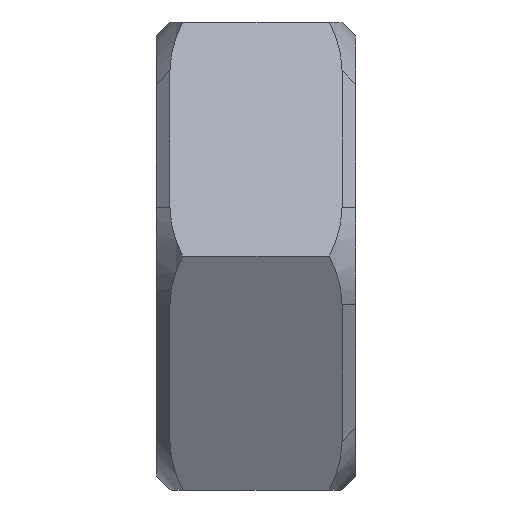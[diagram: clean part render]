
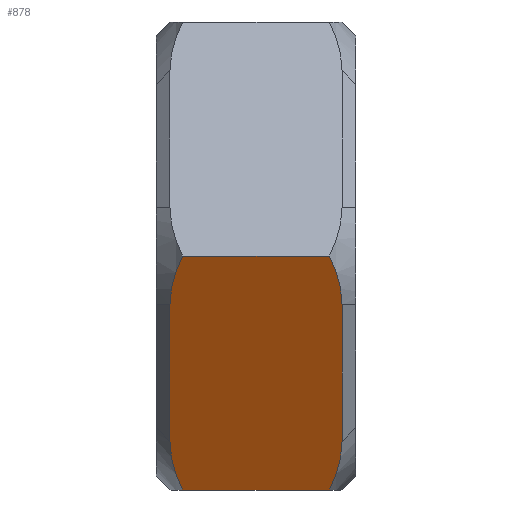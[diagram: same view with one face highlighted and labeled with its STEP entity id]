
A CAD part, left-side view. The second image highlights one B-rep face of the part: STEP entity #878.
In plain terms, the highlighted planar face has unit normal (-0.866, 0, -0.5).
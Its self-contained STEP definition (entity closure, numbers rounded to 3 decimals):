
#4 = CARTESIAN_POINT ( 'NONE',  ( -3.649, 0.2, -0.481 ) ) ;
#14 = VERTEX_POINT ( 'NONE', #844 ) ;
#32 = PLANE ( 'NONE',  #39 ) ;
#39 = AXIS2_PLACEMENT_3D ( 'NONE', #588, #581, #67 ) ;
#67 = DIRECTION ( 'NONE',  ( 0.5, 0., -0.866 ) ) ;
#140 = EDGE_CURVE ( 'NONE', #221, #504, #341, .T. ) ;
#144 = CARTESIAN_POINT ( 'NONE',  ( -1.963, 2.7, -3.4 ) ) ;
#156 = CARTESIAN_POINT ( 'NONE',  ( -2.103, 2.638, -3.158 ) ) ;
#157 =( BOUNDED_CURVE ( )  B_SPLINE_CURVE ( 3, ( #211, #4, #407, #1096 ),
 .UNSPECIFIED., .F., .T. ) 
 B_SPLINE_CURVE_WITH_KNOTS ( ( 4, 4 ),
 ( 0.361, 0.723 ),
 .UNSPECIFIED. ) 
 CURVE ( )  GEOMETRIC_REPRESENTATION_ITEM ( )  RATIONAL_B_SPLINE_CURVE ( ( 1., 0.989, 0.989, 1. ) ) 
 REPRESENTATION_ITEM ( '' )  );
#180 = EDGE_LOOP ( 'NONE', ( #683, #644, #638, #1282, #986, #855, #238, #1155 ) ) ;
#198 = CARTESIAN_POINT ( 'NONE',  ( -2.24, 0.2, -2.919 ) ) ;
#211 = CARTESIAN_POINT ( 'NONE',  ( -3.518, 0.2, -0.707 ) ) ;
#221 = VERTEX_POINT ( 'NONE', #1108 ) ;
#227 = EDGE_CURVE ( 'NONE', #368, #221, #1220, .T. ) ;
#231 = CARTESIAN_POINT ( 'NONE',  ( -3.649, 2.7, -0.481 ) ) ;
#238 = ORIENTED_EDGE ( 'NONE', *, *, #227, .T. ) ;
#252 = VERTEX_POINT ( 'NONE', #906 ) ;
#280 = VERTEX_POINT ( 'NONE', #831 ) ;
#302 = VECTOR ( 'NONE', #616, 1000. ) ;
#334 =( BOUNDED_CURVE ( )  B_SPLINE_CURVE ( 3, ( #1248, #351, #231, #1132 ),
 .UNSPECIFIED., .F., .T. ) 
 B_SPLINE_CURVE_WITH_KNOTS ( ( 4, 4 ),
 ( 2.419, 2.78 ),
 .UNSPECIFIED. ) 
 CURVE ( )  GEOMETRIC_REPRESENTATION_ITEM ( )  RATIONAL_B_SPLINE_CURVE ( ( 1., 0.989, 0.989, 1. ) ) 
 REPRESENTATION_ITEM ( '' )  );
#337 = EDGE_CURVE ( 'NONE', #1227, #280, #353, .T. ) ;
#341 =( BOUNDED_CURVE ( )  B_SPLINE_CURVE ( 3, ( #381, #884, #198, #707 ),
 .UNSPECIFIED., .F., .T. ) 
 B_SPLINE_CURVE_WITH_KNOTS ( ( 4, 4 ),
 ( 2.419, 2.78 ),
 .UNSPECIFIED. ) 
 CURVE ( )  GEOMETRIC_REPRESENTATION_ITEM ( )  RATIONAL_B_SPLINE_CURVE ( ( 1., 0.989, 0.989, 1. ) ) 
 REPRESENTATION_ITEM ( '' )  );
#351 = CARTESIAN_POINT ( 'NONE',  ( -3.786, 2.638, -0.242 ) ) ;
#353 = LINE ( 'NONE', #951, #592 ) ;
#368 = VERTEX_POINT ( 'NONE', #440 ) ;
#381 = CARTESIAN_POINT ( 'NONE',  ( -1.963, 0.383, -3.4 ) ) ;
#407 = CARTESIAN_POINT ( 'NONE',  ( -3.786, 0.262, -0.242 ) ) ;
#440 = CARTESIAN_POINT ( 'NONE',  ( -1.963, 2.517, -3.4 ) ) ;
#504 = VERTEX_POINT ( 'NONE', #590 ) ;
#525 = FACE_OUTER_BOUND ( 'NONE', #180, .T. ) ;
#532 = DIRECTION ( 'NONE',  ( 0.5, 0., -0.866 ) ) ;
#581 = DIRECTION ( 'NONE',  ( 0.866, 0., 0.5 ) ) ;
#588 = CARTESIAN_POINT ( 'NONE',  ( -1.963, 2.9, -3.4 ) ) ;
#590 = CARTESIAN_POINT ( 'NONE',  ( -2.371, 0.2, -2.693 ) ) ;
#592 = VECTOR ( 'NONE', #1259, 1000. ) ;
#615 = LINE ( 'NONE', #997, #1030 ) ;
#616 = DIRECTION ( 'NONE',  ( 0., -1., 0. ) ) ;
#634 = CARTESIAN_POINT ( 'NONE',  ( -3.926, 2.517, 0. ) ) ;
#638 = ORIENTED_EDGE ( 'NONE', *, *, #337, .F. ) ;
#644 = ORIENTED_EDGE ( 'NONE', *, *, #1140, .T. ) ;
#645 = CARTESIAN_POINT ( 'NONE',  ( -2.371, 2.7, -2.693 ) ) ;
#655 = VECTOR ( 'NONE', #532, 1000. ) ;
#683 = ORIENTED_EDGE ( 'NONE', *, *, #1091, .T. ) ;
#706 = DIRECTION ( 'NONE',  ( -0.5, 0., 0.866 ) ) ;
#707 = CARTESIAN_POINT ( 'NONE',  ( -2.371, 0.2, -2.693 ) ) ;
#748 = EDGE_CURVE ( 'NONE', #14, #368, #1099, .T. ) ;
#751 = CARTESIAN_POINT ( 'NONE',  ( -2.24, 2.7, -2.919 ) ) ;
#831 = CARTESIAN_POINT ( 'NONE',  ( -3.926, 0.383, 0. ) ) ;
#844 = CARTESIAN_POINT ( 'NONE',  ( -2.371, 2.7, -2.693 ) ) ;
#855 = ORIENTED_EDGE ( 'NONE', *, *, #748, .T. ) ;
#878 = ADVANCED_FACE ( 'NONE', ( #525 ), #32, .F. ) ;
#884 = CARTESIAN_POINT ( 'NONE',  ( -2.103, 0.262, -3.158 ) ) ;
#906 = CARTESIAN_POINT ( 'NONE',  ( -3.518, 0.2, -0.707 ) ) ;
#930 = CARTESIAN_POINT ( 'NONE',  ( -3.518, 2.7, -0.707 ) ) ;
#951 = CARTESIAN_POINT ( 'NONE',  ( -3.926, 2.9, 0. ) ) ;
#986 = ORIENTED_EDGE ( 'NONE', *, *, #1279, .T. ) ;
#997 = CARTESIAN_POINT ( 'NONE',  ( -1.963, 0.2, -3.4 ) ) ;
#1028 = CARTESIAN_POINT ( 'NONE',  ( -1.963, 2.9, -3.4 ) ) ;
#1030 = VECTOR ( 'NONE', #706, 1000. ) ;
#1037 = CARTESIAN_POINT ( 'NONE',  ( -1.963, 2.517, -3.4 ) ) ;
#1091 = EDGE_CURVE ( 'NONE', #504, #252, #615, .T. ) ;
#1096 = CARTESIAN_POINT ( 'NONE',  ( -3.926, 0.383, 0. ) ) ;
#1099 =( BOUNDED_CURVE ( )  B_SPLINE_CURVE ( 3, ( #645, #751, #156, #1037 ),
 .UNSPECIFIED., .F., .T. ) 
 B_SPLINE_CURVE_WITH_KNOTS ( ( 4, 4 ),
 ( 0.361, 0.723 ),
 .UNSPECIFIED. ) 
 CURVE ( )  GEOMETRIC_REPRESENTATION_ITEM ( )  RATIONAL_B_SPLINE_CURVE ( ( 1., 0.989, 0.989, 1. ) ) 
 REPRESENTATION_ITEM ( '' )  );
#1108 = CARTESIAN_POINT ( 'NONE',  ( -1.963, 0.383, -3.4 ) ) ;
#1127 = LINE ( 'NONE', #144, #655 ) ;
#1132 = CARTESIAN_POINT ( 'NONE',  ( -3.518, 2.7, -0.707 ) ) ;
#1140 = EDGE_CURVE ( 'NONE', #252, #280, #157, .T. ) ;
#1155 = ORIENTED_EDGE ( 'NONE', *, *, #140, .T. ) ;
#1220 = LINE ( 'NONE', #1028, #302 ) ;
#1225 = EDGE_CURVE ( 'NONE', #1227, #1232, #334, .T. ) ;
#1227 = VERTEX_POINT ( 'NONE', #634 ) ;
#1232 = VERTEX_POINT ( 'NONE', #930 ) ;
#1248 = CARTESIAN_POINT ( 'NONE',  ( -3.926, 2.517, 0. ) ) ;
#1259 = DIRECTION ( 'NONE',  ( 0., -1., 0. ) ) ;
#1279 = EDGE_CURVE ( 'NONE', #1232, #14, #1127, .T. ) ;
#1282 = ORIENTED_EDGE ( 'NONE', *, *, #1225, .T. ) ;
